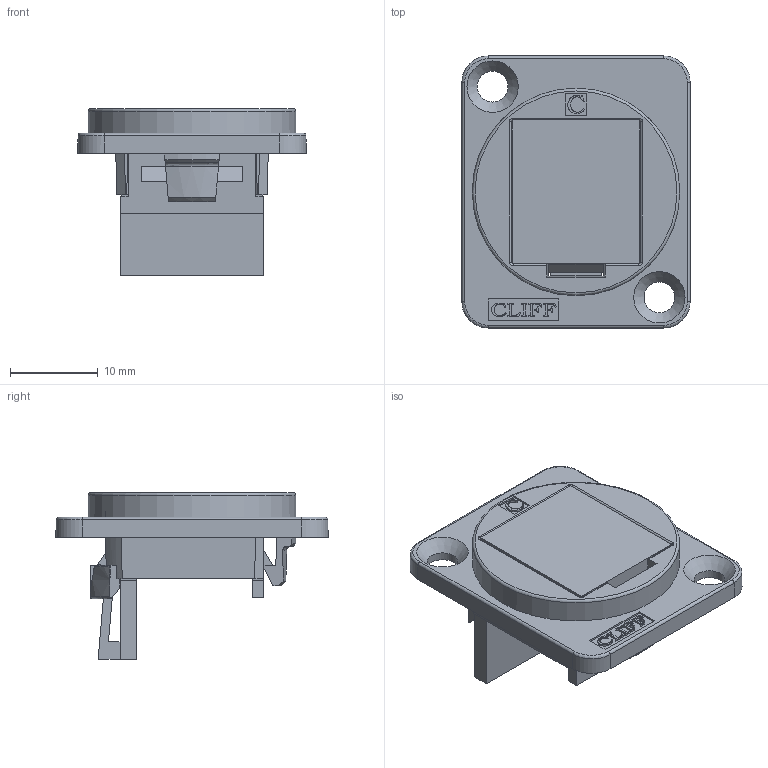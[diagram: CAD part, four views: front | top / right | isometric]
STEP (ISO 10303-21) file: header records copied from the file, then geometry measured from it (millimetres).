
FILE_DESCRIPTION(/* description */ (''),/* implementation_level */ '2;1');
FILE_NAME(/* name */ 'CP30241MB csk.stp',/* time_stamp */ '2024-07-10T10:06:52+01:00',/* author */ ('tottley'),/* organization */ (''),/* preprocessor_version */ 'ST-DEVELOPER v18.1',/* originating_system */ 'Autodesk Inventor 2022',/* authorisation */ '');
FILE_SCHEMA (('AUTOMOTIVE_DESIGN { 1 0 10303 214 3 1 1 }'));
Length unit declared in the file: millimetre
Products named in the file (1): CP30241 csk
Bounding box: 26 x 31 x 19 mm (x, y, z)
Volume: 3266.7 mm3; surface area: 4353.1 mm2
Topology: 1 solids, 1 shells, 287 faces, 820 edges, 537 vertices
Faces by surface type: plane 178, bspline 57, cylinder 32, cone 12, torus 8
Full cylindrical faces by diameter (mm): 3.5 x2
Entity records: 10606 total; most frequent: CARTESIAN_POINT 3092, ORIENTED_EDGE 1640, DIRECTION 1269, EDGE_CURVE 820, LINE 565, VECTOR 565, VERTEX_POINT 537, AXIS2_PLACEMENT_3D 352
